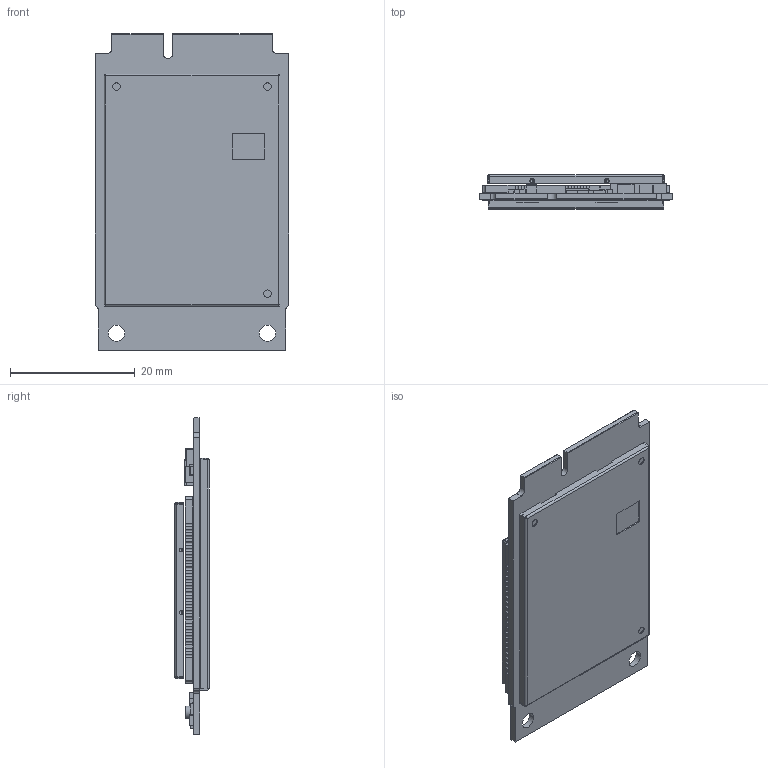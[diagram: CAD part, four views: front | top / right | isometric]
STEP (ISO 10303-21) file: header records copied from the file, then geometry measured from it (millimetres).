
FILE_DESCRIPTION((''),'2;1');
FILE_NAME('SIM7600SA-H-PCIE_PCBA_ASM_18103_ASM','2018-10-31T',('xinghai.wang'),(''),'PRO/ENGINEER BY PARAMETRIC TECHNOLOGY CORPORATION, 2014090','PRO/ENGINEER BY PARAMETRIC TECHNOLOGY CORPORATION, 2014090','');
FILE_SCHEMA(('AUTOMOTIVE_DESIGN { 1 0 10303 214 1 1 1 1 }'));
Length unit declared in the file: millimetre
Products named in the file (17): SIM7100-PCIE_PCB_33; SIM7600SA-H_PCB_11; SIM7600_SHIELDING_CASE_9; SIM7600SA-H_ASM_28_ASM; RF-IPEX20279_6; SIM7500A_PCIE_SHIELD_CASE_6; CAP0402_3; RES-0805_3; NRS4018T2R2MDGJ_4; AAT2215_3; TCAP0805-1_2MM_3; 592D_A_3; ESD9L5_1_3; RES0402_3; ASM0001_ASM; SIM7100-PCIE_PCB_ASM_68_ASM; SIM7600SA-H-PCIE_PCBA_ASM_18103_ASM
Assembly tree (41 placements, depth 4):
  SIM7600SA-H-PCIE_PCBA_ASM_18103_ASM
    SIM7100-PCIE_PCB_ASM_68_ASM
      SIM7100-PCIE_PCB_33
      SIM7600SA-H_ASM_28_ASM
        SIM7600SA-H_PCB_11
        SIM7600_SHIELDING_CASE_9
      RF-IPEX20279_6  x3
      SIM7500A_PCIE_SHIELD_CASE_6
      ASM0001_ASM
        CAP0402_3  x11
        RES-0805_3  x2
        NRS4018T2R2MDGJ_4
        AAT2215_3
        TCAP0805-1_2MM_3  x3
        592D_A_3  x4
        ESD9L5_1_3
        RES0402_3  x8
Bounding box: 31 x 5.5 x 50.8 mm (x, y, z)
Volume: 3119.9 mm3; surface area: 10002 mm2
Topology: 38 solids, 38 shells, 648 faces, 2116 edges, 1623 vertices
Faces by surface type: plane 468, cylinder 148, sphere 32
Entity records: 24269 total; most frequent: DIRECTION 3218, CARTESIAN_POINT 3119, ORIENTED_EDGE 2496, PRESENTATION_STYLE_ASSIGNMENT 1538, STYLED_ITEM 1538, CURVE_STYLE 1534, EDGE_CURVE 1248, VECTOR 1186
